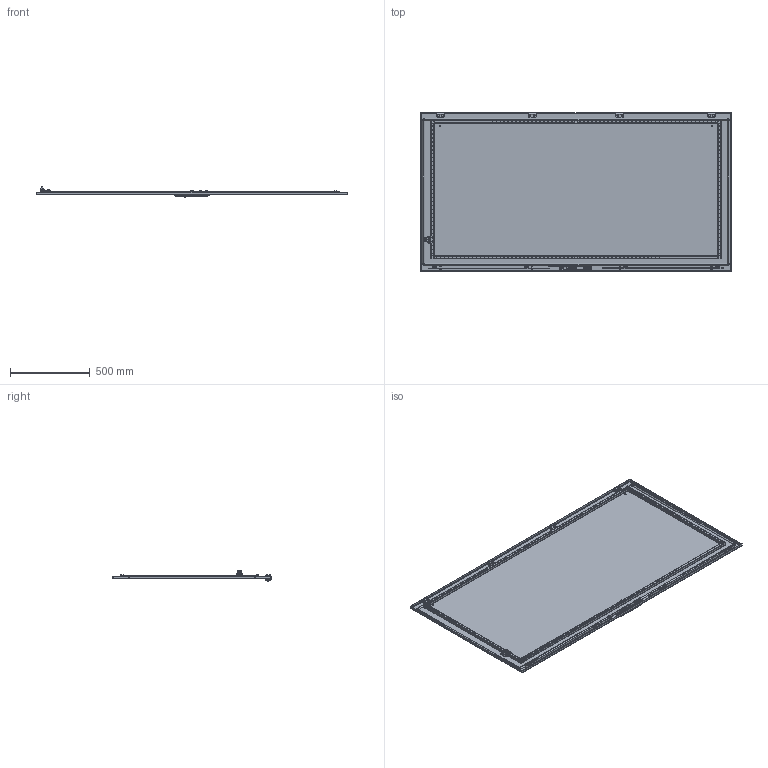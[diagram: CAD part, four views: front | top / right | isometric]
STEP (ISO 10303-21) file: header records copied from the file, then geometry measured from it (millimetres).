
FILE_DESCRIPTION(/* description */ (''),/* implementation_level */ '2;1');
FILE_NAME(/* name */ 'PO200100.stp',/* time_stamp */ '2022-06-10T07:36:42+02:00',/* author */ (''),/* organization */ (''),/* preprocessor_version */ 'ST-DEVELOPER v16.7',/* originating_system */ 'SIEMENS PLM Software NX 12.0',/* authorisation */ '');
FILE_SCHEMA (('AP203_CONFIGURATION_CONTROLLED_3D_DESIGN_OF_MECHANICAL_PARTS_AND_ASSEMBLIES_MIM_LF { 1 0 10303 403 2 1 2}'));
Products named in the file (17): 995.P189-01-TR.RC4_2X16.ALPH; 995.P010-01-TU_AR.HXM5; 600.P047-01-CENTRADOR PUERTA ARGENTA PLUS; 600.P036.03-01-PERFIL BASTIDOR PUERTA 20x20 ARGENTA PLUS; 600.P045.05-02-PERFIL HORIZONTAL BASTIDOR PUERTA  1000x20x20; 600.P044-01-TU.M5X18.HXSH FIJACION PERFIL BASTIDOR PUERTA ARGENTA PLU
S; 600.P037-01-ESQUINERA UNION PERFIL BASTIDOR PUERTA ARGENTA PLUS; 600.P042-01-VARILLA PLANA 2000-2200 PUERTA ARGENTA PLUS; 600.P043-01-CONTROL DE VARILLAS PUERTA ARGENTA PLUS; 600.P038-01-CIERRE PUERTA ARGENTA PLUS; 600.P040-01-GUIA DE VARILLA PLANA ARGENTA PLUS; 600.P018.12-01-JUNTA PUERTA OPACA-TRANSPARENTE ARGENTA PLUS; 600.P476.15-01-PUERTA OPACA 2000x1000; 995.P453-01-BISAGRA ARG_ NEW PUERTA; 995.P006.12-01-PN.SL M5x15; 995.P006.24-01-PN.SL M8x15; 600.C476.15-01-CONJ PUERTA OPACA 2000x1000
Assembly tree (47 placements, depth 2):
  600.C476.15-01-CONJ PUERTA OPACA 2000x1000
    995.P006.24-01-PN.SL M8x15  x2
    995.P006.12-01-PN.SL M5x15  x10
    995.P453-01-BISAGRA ARG_ NEW PUERTA  x4
    600.P476.15-01-PUERTA OPACA 2000x1000
    600.P018.12-01-JUNTA PUERTA OPACA-TRANSPARENTE ARGENTA PLUS
    600.P040-01-GUIA DE VARILLA PLANA ARGENTA PLUS  x4
    600.P038-01-CIERRE PUERTA ARGENTA PLUS
    600.P043-01-CONTROL DE VARILLAS PUERTA ARGENTA PLUS
    600.P042-01-VARILLA PLANA 2000-2200 PUERTA ARGENTA PLUS  x2
    600.P037-01-ESQUINERA UNION PERFIL BASTIDOR PUERTA ARGENTA PLUS  x4
    600.P044-01-TU.M5X18.HXSH FIJACION PERFIL BASTIDOR PUERTA ARGENTA PLU
S  x6
    600.P045.05-02-PERFIL HORIZONTAL BASTIDOR PUERTA  1000x20x20  x2
    600.P036.03-01-PERFIL BASTIDOR PUERTA 20x20 ARGENTA PLUS  x2
    600.P047-01-CENTRADOR PUERTA ARGENTA PLUS
    995.P010-01-TU_AR.HXM5  x4
    995.P189-01-TR.RC4_2X16.ALPH  x2
Bounding box: 1950 x 995.5 x 64.81 mm (x, y, z)
Volume: 5241078.4 mm3; surface area: 5156819.4 mm2
Topology: 83 solids, 87 shells, 6071 faces, 15508 edges, 9685 vertices
Faces by surface type: plane 2992, cylinder 1778, bspline 650, torus 318, cone 203, sphere 130
Full cylindrical faces by diameter (mm): 3.5 x178, 4.134 x4, 6 x10, 6.15 x6, 7 x2, 8 x6, 9 x2, 10 x2
Entity records: 192593 total; most frequent: CARTESIAN_POINT 64269, ORIENTED_EDGE 23692, DIRECTION 21214, EDGE_CURVE 11846, VERTEX_POINT 7442, AXIS2_PLACEMENT_3D 7423, LINE 6368, VECTOR 6368
